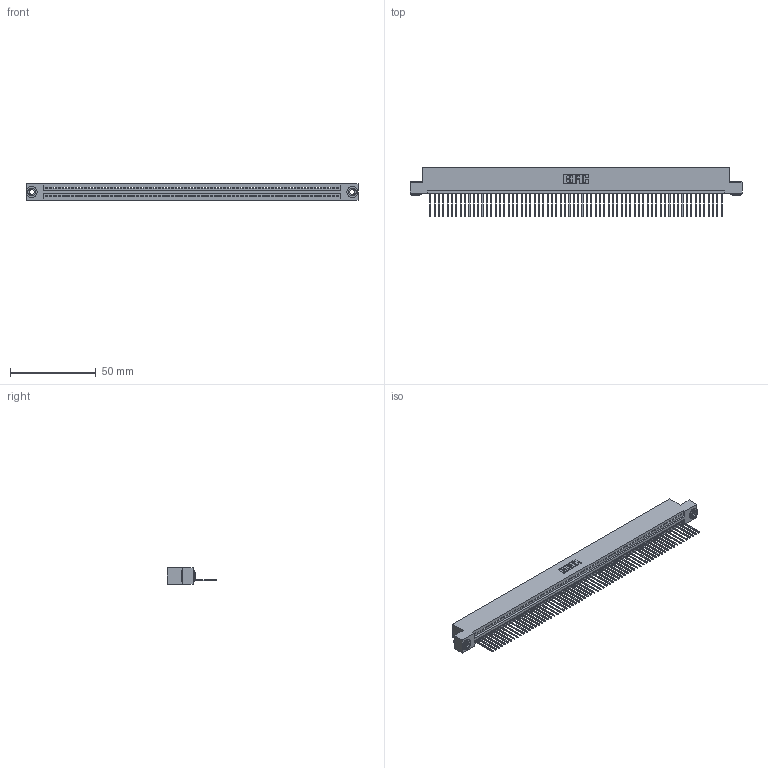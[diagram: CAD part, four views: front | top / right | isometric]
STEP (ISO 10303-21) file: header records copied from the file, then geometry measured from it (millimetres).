
FILE_DESCRIPTION (( 'STEP AP203' ), '1' );
FILE_NAME ('395-068-540-103.STEP', '2018-11-25T15:11:05', ( '' ), ( '' ), 'SwSTEP 2.0', 'SolidWorks 2016', '' );
FILE_SCHEMA (( 'CONFIG_CONTROL_DESIGN' ));
Length unit declared in the file: inch
Products named in the file (4): 345 Part_Flush Mounting Lugs - 0.156 Dia-TH; 345-250-002_345-250-002-102; 345-292-001_345-293-140; 395-068-540-103
Assembly tree (71 placements, depth 2):
  395-068-540-103
    345 Part_Flush Mounting Lugs - 0.156 Dia-TH
    345-292-001_345-293-140  x68
    345-250-002_345-250-002-102  x2
Bounding box: 193.93 x 29.13 x 9.4 mm (x, y, z)
Volume: 18744 mm3; surface area: 26139.6 mm2
Topology: 71 solids, 71 shells, 4108 faces, 12385 edges, 8162 vertices
Faces by surface type: plane 2810, cylinder 1290, cone 8
Entity records: 48346 total; most frequent: CARTESIAN_POINT 8351, ORIENTED_EDGE 8346, DIRECTION 7287, EDGE_CURVE 4173, LINE 3745, VECTOR 3745, VERTEX_POINT 2778, AXIS2_PLACEMENT_3D 1771
